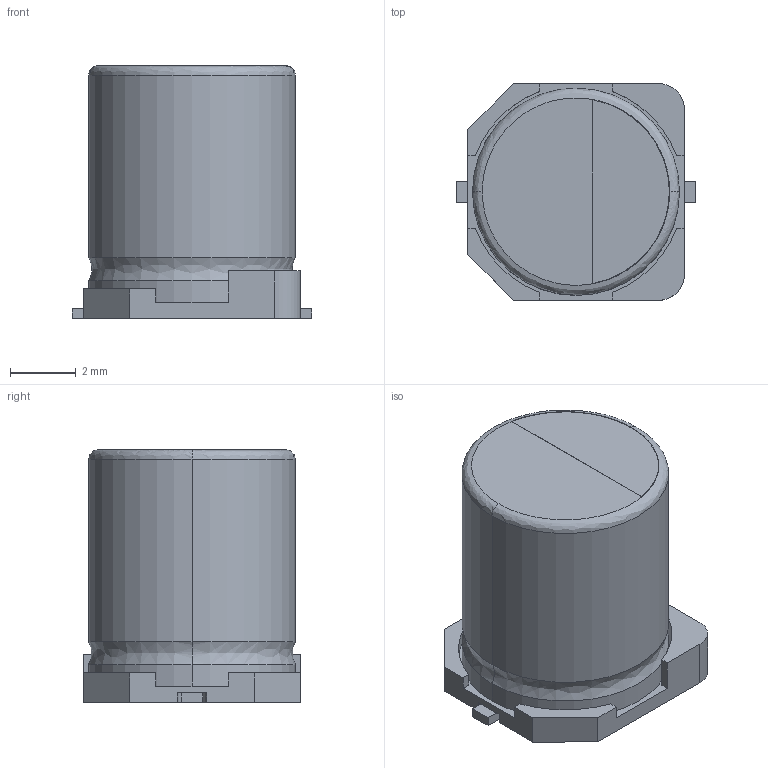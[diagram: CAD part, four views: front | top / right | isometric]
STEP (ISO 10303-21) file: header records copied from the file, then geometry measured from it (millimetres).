
FILE_DESCRIPTION (( 'STEP AP214' ), '1' );
FILE_NAME ('User Library-A3D-003-00012.STEP', '2020-03-16T17:38:54', ( '' ), ( '' ), 'SwSTEP 2.0', 'SolidWorks 2019', '' );
FILE_SCHEMA (( 'AUTOMOTIVE_DESIGN' ));
Length unit declared in the file: millimetre
Products named in the file (1): User Library-A3D-003-00012
Bounding box: 7.3 x 6.6 x 7.7 mm (x, y, z)
Volume: 248.9 mm3; surface area: 333.3 mm2
Topology: 4 solids, 4 shells, 79 faces, 204 edges, 130 vertices
Faces by surface type: plane 48, cylinder 23, bspline 8
Entity records: 3402 total; most frequent: CARTESIAN_POINT 536, DIRECTION 404, ORIENTED_EDGE 400, EDGE_CURVE 200, VECTOR 136, LINE 136, AXIS2_PLACEMENT_3D 134, VERTEX_POINT 130
